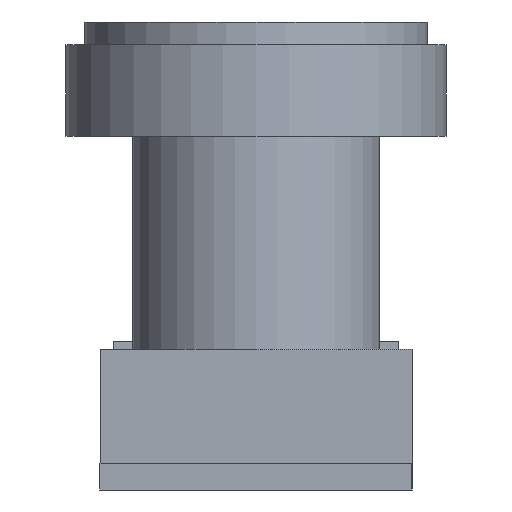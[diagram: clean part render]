
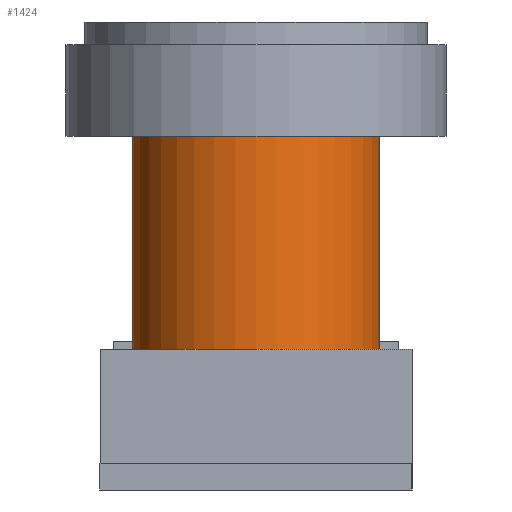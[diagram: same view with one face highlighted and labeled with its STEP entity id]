
A CAD part, left-side view. The second image highlights one B-rep face of the part: STEP entity #1424.
In plain terms, the highlighted cylindrical face has radius 3.25 mm (diameter 6.5 mm), a full revolution.
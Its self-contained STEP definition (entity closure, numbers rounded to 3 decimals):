
#857 = PLANE('',#858);
#858 = AXIS2_PLACEMENT_3D('',#859,#860,#861);
#859 = CARTESIAN_POINT('',(-1.7,-4.1,3.7));
#860 = DIRECTION('',(0.,0.,-1.));
#861 = DIRECTION('',(-1.,0.,0.));
#1358 = EDGE_CURVE('',#1359,#1359,#1361,.T.);
#1359 = VERTEX_POINT('',#1360);
#1360 = CARTESIAN_POINT('',(5.65,0.,3.7));
#1361 = SURFACE_CURVE('',#1362,(#1367,#1378),.PCURVE_S1.);
#1362 = CIRCLE('',#1363,3.25);
#1363 = AXIS2_PLACEMENT_3D('',#1364,#1365,#1366);
#1364 = CARTESIAN_POINT('',(2.4,0.,3.7));
#1365 = DIRECTION('',(0.,0.,1.));
#1366 = DIRECTION('',(1.,0.,0.));
#1367 = PCURVE('',#857,#1368);
#1368 = DEFINITIONAL_REPRESENTATION('',(#1369),#1377);
#1369 = ( BOUNDED_CURVE() B_SPLINE_CURVE(2,(#1370,#1371,#1372,#1373,
#1374,#1375,#1376),.UNSPECIFIED.,.T.,.F.) B_SPLINE_CURVE_WITH_KNOTS((1,2
    ,2,2,2,1),(-2.094,0.,2.094,4.189,
6.283,8.378),.UNSPECIFIED.) CURVE() 
GEOMETRIC_REPRESENTATION_ITEM() RATIONAL_B_SPLINE_CURVE((1.,0.5,1.,0.5,
1.,0.5,1.)) REPRESENTATION_ITEM('') );
#1370 = CARTESIAN_POINT('',(-7.35,4.1));
#1371 = CARTESIAN_POINT('',(-7.35,9.729));
#1372 = CARTESIAN_POINT('',(-2.475,6.915));
#1373 = CARTESIAN_POINT('',(2.4,4.1));
#1374 = CARTESIAN_POINT('',(-2.475,1.285));
#1375 = CARTESIAN_POINT('',(-7.35,-1.529));
#1376 = CARTESIAN_POINT('',(-7.35,4.1));
#1377 = ( GEOMETRIC_REPRESENTATION_CONTEXT(2) 
PARAMETRIC_REPRESENTATION_CONTEXT() REPRESENTATION_CONTEXT('2D SPACE',''
  ) );
#1378 = PCURVE('',#1379,#1384);
#1379 = CYLINDRICAL_SURFACE('',#1380,3.25);
#1380 = AXIS2_PLACEMENT_3D('',#1381,#1382,#1383);
#1381 = CARTESIAN_POINT('',(2.4,0.,3.7));
#1382 = DIRECTION('',(-0.,-0.,-1.));
#1383 = DIRECTION('',(1.,0.,0.));
#1384 = DEFINITIONAL_REPRESENTATION('',(#1385),#1389);
#1385 = LINE('',#1386,#1387);
#1386 = CARTESIAN_POINT('',(-0.,0.));
#1387 = VECTOR('',#1388,1.);
#1388 = DIRECTION('',(-1.,0.));
#1389 = ( GEOMETRIC_REPRESENTATION_CONTEXT(2) 
PARAMETRIC_REPRESENTATION_CONTEXT() REPRESENTATION_CONTEXT('2D SPACE',''
  ) );
#1424 = ADVANCED_FACE('',(#1425),#1379,.T.);
#1425 = FACE_BOUND('',#1426,.F.);
#1426 = EDGE_LOOP('',(#1427,#1450,#1451,#1452));
#1427 = ORIENTED_EDGE('',*,*,#1428,.F.);
#1428 = EDGE_CURVE('',#1359,#1429,#1431,.T.);
#1429 = VERTEX_POINT('',#1430);
#1430 = CARTESIAN_POINT('',(5.65,0.,9.3));
#1431 = SEAM_CURVE('',#1432,(#1436,#1443),.PCURVE_S1.);
#1432 = LINE('',#1433,#1434);
#1433 = CARTESIAN_POINT('',(5.65,0.,3.7));
#1434 = VECTOR('',#1435,1.);
#1435 = DIRECTION('',(0.,0.,1.));
#1436 = PCURVE('',#1379,#1437);
#1437 = DEFINITIONAL_REPRESENTATION('',(#1438),#1442);
#1438 = LINE('',#1439,#1440);
#1439 = CARTESIAN_POINT('',(-6.283,0.));
#1440 = VECTOR('',#1441,1.);
#1441 = DIRECTION('',(-0.,-1.));
#1442 = ( GEOMETRIC_REPRESENTATION_CONTEXT(2) 
PARAMETRIC_REPRESENTATION_CONTEXT() REPRESENTATION_CONTEXT('2D SPACE',''
  ) );
#1443 = PCURVE('',#1379,#1444);
#1444 = DEFINITIONAL_REPRESENTATION('',(#1445),#1449);
#1445 = LINE('',#1446,#1447);
#1446 = CARTESIAN_POINT('',(-0.,0.));
#1447 = VECTOR('',#1448,1.);
#1448 = DIRECTION('',(-0.,-1.));
#1449 = ( GEOMETRIC_REPRESENTATION_CONTEXT(2) 
PARAMETRIC_REPRESENTATION_CONTEXT() REPRESENTATION_CONTEXT('2D SPACE',''
  ) );
#1450 = ORIENTED_EDGE('',*,*,#1358,.F.);
#1451 = ORIENTED_EDGE('',*,*,#1428,.T.);
#1452 = ORIENTED_EDGE('',*,*,#1453,.T.);
#1453 = EDGE_CURVE('',#1429,#1429,#1454,.T.);
#1454 = SURFACE_CURVE('',#1455,(#1460,#1467),.PCURVE_S1.);
#1455 = CIRCLE('',#1456,3.25);
#1456 = AXIS2_PLACEMENT_3D('',#1457,#1458,#1459);
#1457 = CARTESIAN_POINT('',(2.4,0.,9.3));
#1458 = DIRECTION('',(0.,0.,1.));
#1459 = DIRECTION('',(1.,0.,0.));
#1460 = PCURVE('',#1379,#1461);
#1461 = DEFINITIONAL_REPRESENTATION('',(#1462),#1466);
#1462 = LINE('',#1463,#1464);
#1463 = CARTESIAN_POINT('',(-0.,-5.6));
#1464 = VECTOR('',#1465,1.);
#1465 = DIRECTION('',(-1.,0.));
#1466 = ( GEOMETRIC_REPRESENTATION_CONTEXT(2) 
PARAMETRIC_REPRESENTATION_CONTEXT() REPRESENTATION_CONTEXT('2D SPACE',''
  ) );
#1467 = PCURVE('',#1468,#1473);
#1468 = PLANE('',#1469);
#1469 = AXIS2_PLACEMENT_3D('',#1470,#1471,#1472);
#1470 = CARTESIAN_POINT('',(7.4,0.,9.3));
#1471 = DIRECTION('',(0.,0.,-1.));
#1472 = DIRECTION('',(-1.,0.,0.));
#1473 = DEFINITIONAL_REPRESENTATION('',(#1474),#1482);
#1474 = ( BOUNDED_CURVE() B_SPLINE_CURVE(2,(#1475,#1476,#1477,#1478,
#1479,#1480,#1481),.UNSPECIFIED.,.T.,.F.) B_SPLINE_CURVE_WITH_KNOTS((1,2
    ,2,2,2,1),(-2.094,0.,2.094,4.189,
6.283,8.378),.UNSPECIFIED.) CURVE() 
GEOMETRIC_REPRESENTATION_ITEM() RATIONAL_B_SPLINE_CURVE((1.,0.5,1.,0.5,
1.,0.5,1.)) REPRESENTATION_ITEM('') );
#1475 = CARTESIAN_POINT('',(1.75,0.));
#1476 = CARTESIAN_POINT('',(1.75,5.629));
#1477 = CARTESIAN_POINT('',(6.625,2.815));
#1478 = CARTESIAN_POINT('',(11.5,0.));
#1479 = CARTESIAN_POINT('',(6.625,-2.815));
#1480 = CARTESIAN_POINT('',(1.75,-5.629));
#1481 = CARTESIAN_POINT('',(1.75,0.));
#1482 = ( GEOMETRIC_REPRESENTATION_CONTEXT(2) 
PARAMETRIC_REPRESENTATION_CONTEXT() REPRESENTATION_CONTEXT('2D SPACE',''
  ) );
